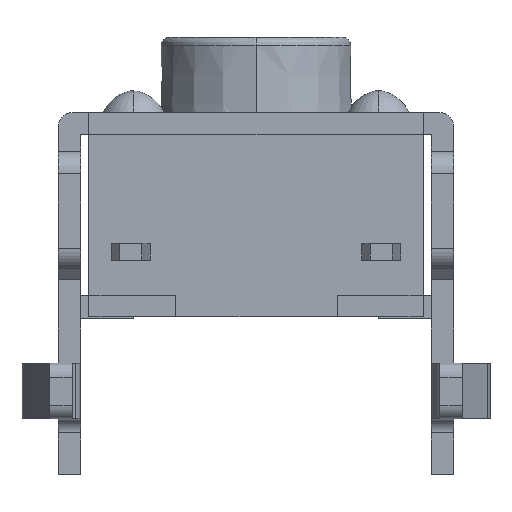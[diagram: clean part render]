
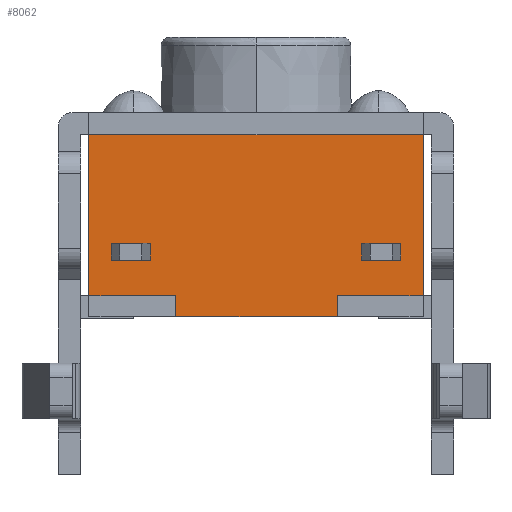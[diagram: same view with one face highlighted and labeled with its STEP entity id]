
A CAD part, front view. The second image highlights one B-rep face of the part: STEP entity #8062.
In plain terms, the highlighted face is planar.
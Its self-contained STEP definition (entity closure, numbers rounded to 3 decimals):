
#3 = EDGE_CURVE ( 'NONE', #352, #3514, #3066, .T. ) ;
#92 = LINE ( 'NONE', #7518, #5550 ) ;
#213 = ORIENTED_EDGE ( 'NONE', *, *, #5927, .T. ) ;
#327 = VECTOR ( 'NONE', #5113, 1000. ) ;
#352 = VERTEX_POINT ( 'NONE', #609 ) ;
#370 = LINE ( 'NONE', #5966, #5524 ) ;
#415 = ORIENTED_EDGE ( 'NONE', *, *, #3594, .F. ) ;
#416 = VECTOR ( 'NONE', #6549, 1000. ) ;
#457 = VERTEX_POINT ( 'NONE', #6642 ) ;
#609 = CARTESIAN_POINT ( 'NONE',  ( -3., -1.46, -0.38 ) ) ;
#633 = DIRECTION ( 'NONE',  ( 0., 0., 1. ) ) ;
#710 = EDGE_LOOP ( 'NONE', ( #1556, #1794, #4136, #415, #4594, #3500, #8320, #4455 ) ) ;
#756 = EDGE_CURVE ( 'NONE', #1494, #5912, #6980, .T. ) ;
#793 = LINE ( 'NONE', #4308, #3181 ) ;
#839 = CARTESIAN_POINT ( 'NONE',  ( -3., -3.3, 0. ) ) ;
#907 = LINE ( 'NONE', #7317, #4535 ) ;
#997 = VECTOR ( 'NONE', #5183, 1000. ) ;
#1049 = EDGE_CURVE ( 'NONE', #5889, #1494, #370, .T. ) ;
#1288 = CARTESIAN_POINT ( 'NONE',  ( -3., 1.865, 0.64 ) ) ;
#1294 = CARTESIAN_POINT ( 'NONE',  ( -3., 3., 0. ) ) ;
#1296 = CARTESIAN_POINT ( 'NONE',  ( -3., -1.9, 0.64 ) ) ;
#1316 = VECTOR ( 'NONE', #6263, 1000. ) ;
#1494 = VERTEX_POINT ( 'NONE', #1296 ) ;
#1499 = VECTOR ( 'NONE', #3624, 1000. ) ;
#1535 = LINE ( 'NONE', #6483, #327 ) ;
#1556 = ORIENTED_EDGE ( 'NONE', *, *, #5739, .T. ) ;
#1614 = LINE ( 'NONE', #2424, #997 ) ;
#1777 = EDGE_CURVE ( 'NONE', #5889, #7945, #1535, .T. ) ;
#1794 = ORIENTED_EDGE ( 'NONE', *, *, #3138, .F. ) ;
#1827 = ORIENTED_EDGE ( 'NONE', *, *, #8154, .F. ) ;
#1974 = CARTESIAN_POINT ( 'NONE',  ( -3., -3.3, -0.544 ) ) ;
#2035 = ORIENTED_EDGE ( 'NONE', *, *, #6611, .T. ) ;
#2045 = FACE_BOUND ( 'NONE', #6863, .T. ) ;
#2055 = DIRECTION ( 'NONE',  ( 0., 0., 1. ) ) ;
#2220 = DIRECTION ( 'NONE',  ( 0., -1., 0. ) ) ;
#2303 = CARTESIAN_POINT ( 'NONE',  ( -3., -2.6, 0.64 ) ) ;
#2414 = VERTEX_POINT ( 'NONE', #1294 ) ;
#2424 = CARTESIAN_POINT ( 'NONE',  ( -3., 2.6, -0.544 ) ) ;
#2543 = EDGE_CURVE ( 'NONE', #2874, #3288, #6185, .T. ) ;
#2559 = LINE ( 'NONE', #4953, #1499 ) ;
#2650 = EDGE_CURVE ( 'NONE', #7042, #352, #2880, .T. ) ;
#2836 = CARTESIAN_POINT ( 'NONE',  ( -3., -1.46, 0. ) ) ;
#2874 = VERTEX_POINT ( 'NONE', #5250 ) ;
#2880 = LINE ( 'NONE', #4562, #3607 ) ;
#2882 = VECTOR ( 'NONE', #2220, 1000. ) ;
#2924 = DIRECTION ( 'NONE',  ( 0., 1., 0. ) ) ;
#3066 = LINE ( 'NONE', #5584, #1316 ) ;
#3070 = CARTESIAN_POINT ( 'NONE',  ( -3., 2.6, 0.94 ) ) ;
#3138 = EDGE_CURVE ( 'NONE', #457, #5412, #2559, .T. ) ;
#3181 = VECTOR ( 'NONE', #8484, 1000. ) ;
#3288 = VERTEX_POINT ( 'NONE', #7124 ) ;
#3427 = VERTEX_POINT ( 'NONE', #4868 ) ;
#3500 = ORIENTED_EDGE ( 'NONE', *, *, #7215, .T. ) ;
#3514 = VERTEX_POINT ( 'NONE', #2836 ) ;
#3546 = ORIENTED_EDGE ( 'NONE', *, *, #2543, .F. ) ;
#3594 = EDGE_CURVE ( 'NONE', #2414, #3427, #4211, .T. ) ;
#3607 = VECTOR ( 'NONE', #5899, 1000. ) ;
#3624 = DIRECTION ( 'NONE',  ( 0., 0., -1. ) ) ;
#3645 = EDGE_CURVE ( 'NONE', #457, #3427, #92, .T. ) ;
#3978 = VECTOR ( 'NONE', #4025, 1000. ) ;
#4025 = DIRECTION ( 'NONE',  ( 0., 0., -1. ) ) ;
#4136 = ORIENTED_EDGE ( 'NONE', *, *, #3645, .T. ) ;
#4211 = LINE ( 'NONE', #4983, #8035 ) ;
#4308 = CARTESIAN_POINT ( 'NONE',  ( -3., 1.865, 0.94 ) ) ;
#4455 = ORIENTED_EDGE ( 'NONE', *, *, #3, .T. ) ;
#4499 = CARTESIAN_POINT ( 'NONE',  ( -3., -2.635, 0.94 ) ) ;
#4535 = VECTOR ( 'NONE', #2055, 1000. ) ;
#4562 = CARTESIAN_POINT ( 'NONE',  ( -3., -3.3, -0.38 ) ) ;
#4570 = AXIS2_PLACEMENT_3D ( 'NONE', #1974, #4582, #633 ) ;
#4582 = DIRECTION ( 'NONE',  ( -1., 0., 0. ) ) ;
#4594 = ORIENTED_EDGE ( 'NONE', *, *, #5208, .T. ) ;
#4619 = LINE ( 'NONE', #4499, #5233 ) ;
#4737 = EDGE_LOOP ( 'NONE', ( #3546, #213, #4984, #1827 ) ) ;
#4868 = CARTESIAN_POINT ( 'NONE',  ( -3., 3., 2.89 ) ) ;
#4893 = CARTESIAN_POINT ( 'NONE',  ( -3., -3.3, 0. ) ) ;
#4953 = CARTESIAN_POINT ( 'NONE',  ( -3., -3., 3.474 ) ) ;
#4983 = CARTESIAN_POINT ( 'NONE',  ( -3., 3., -0.564 ) ) ;
#4984 = ORIENTED_EDGE ( 'NONE', *, *, #8551, .F. ) ;
#5046 = CARTESIAN_POINT ( 'NONE',  ( -3., 1.9, 0.94 ) ) ;
#5050 = ORIENTED_EDGE ( 'NONE', *, *, #756, .T. ) ;
#5113 = DIRECTION ( 'NONE',  ( 0., 0., 1. ) ) ;
#5157 = FACE_OUTER_BOUND ( 'NONE', #710, .T. ) ;
#5183 = DIRECTION ( 'NONE',  ( 0., 0., 1. ) ) ;
#5208 = EDGE_CURVE ( 'NONE', #2414, #6252, #8169, .T. ) ;
#5233 = VECTOR ( 'NONE', #8501, 1000. ) ;
#5250 = CARTESIAN_POINT ( 'NONE',  ( -3., 2.6, 0.64 ) ) ;
#5367 = FACE_BOUND ( 'NONE', #4737, .T. ) ;
#5412 = VERTEX_POINT ( 'NONE', #7789 ) ;
#5475 = CARTESIAN_POINT ( 'NONE',  ( -3., -1.9, -0.544 ) ) ;
#5524 = VECTOR ( 'NONE', #5885, 1000. ) ;
#5550 = VECTOR ( 'NONE', #2924, 1000. ) ;
#5584 = CARTESIAN_POINT ( 'NONE',  ( -3., -1.46, -0.544 ) ) ;
#5621 = LINE ( 'NONE', #7985, #3978 ) ;
#5682 = DIRECTION ( 'NONE',  ( 0., 0., 1. ) ) ;
#5739 = EDGE_CURVE ( 'NONE', #3514, #5412, #8254, .T. ) ;
#5885 = DIRECTION ( 'NONE',  ( 0., 1., 0. ) ) ;
#5889 = VERTEX_POINT ( 'NONE', #2303 ) ;
#5899 = DIRECTION ( 'NONE',  ( 0., -1., 0. ) ) ;
#5912 = VERTEX_POINT ( 'NONE', #6454 ) ;
#5927 = EDGE_CURVE ( 'NONE', #2874, #6519, #1614, .T. ) ;
#5966 = CARTESIAN_POINT ( 'NONE',  ( -3., -2.635, 0.64 ) ) ;
#6185 = LINE ( 'NONE', #1288, #416 ) ;
#6252 = VERTEX_POINT ( 'NONE', #6932 ) ;
#6263 = DIRECTION ( 'NONE',  ( 0., 0., 1. ) ) ;
#6454 = CARTESIAN_POINT ( 'NONE',  ( -3., -1.9, 0.94 ) ) ;
#6483 = CARTESIAN_POINT ( 'NONE',  ( -3., -2.6, 0.955 ) ) ;
#6519 = VERTEX_POINT ( 'NONE', #3070 ) ;
#6549 = DIRECTION ( 'NONE',  ( 0., -1., 0. ) ) ;
#6611 = EDGE_CURVE ( 'NONE', #5912, #7945, #4619, .T. ) ;
#6642 = CARTESIAN_POINT ( 'NONE',  ( -3., -3., 2.89 ) ) ;
#6793 = VECTOR ( 'NONE', #8218, 1000. ) ;
#6863 = EDGE_LOOP ( 'NONE', ( #7806, #5050, #2035, #6907 ) ) ;
#6907 = ORIENTED_EDGE ( 'NONE', *, *, #1777, .F. ) ;
#6932 = CARTESIAN_POINT ( 'NONE',  ( -3., 1.44, 0. ) ) ;
#6980 = LINE ( 'NONE', #5475, #7926 ) ;
#7042 = VERTEX_POINT ( 'NONE', #8426 ) ;
#7124 = CARTESIAN_POINT ( 'NONE',  ( -3., 1.9, 0.64 ) ) ;
#7215 = EDGE_CURVE ( 'NONE', #6252, #7042, #5621, .T. ) ;
#7264 = PLANE ( 'NONE',  #4570 ) ;
#7317 = CARTESIAN_POINT ( 'NONE',  ( -3., 1.9, 0.955 ) ) ;
#7518 = CARTESIAN_POINT ( 'NONE',  ( -3., -3.3, 2.89 ) ) ;
#7785 = VERTEX_POINT ( 'NONE', #5046 ) ;
#7789 = CARTESIAN_POINT ( 'NONE',  ( -3., -3., 0. ) ) ;
#7806 = ORIENTED_EDGE ( 'NONE', *, *, #1049, .T. ) ;
#7926 = VECTOR ( 'NONE', #8171, 1000. ) ;
#7945 = VERTEX_POINT ( 'NONE', #8376 ) ;
#7985 = CARTESIAN_POINT ( 'NONE',  ( -3., 1.44, -0.544 ) ) ;
#8035 = VECTOR ( 'NONE', #5682, 1000. ) ;
#8062 = ADVANCED_FACE ( 'NONE', ( #2045, #5367, #5157 ), #7264, .T. ) ;
#8154 = EDGE_CURVE ( 'NONE', #3288, #7785, #907, .T. ) ;
#8169 = LINE ( 'NONE', #4893, #2882 ) ;
#8171 = DIRECTION ( 'NONE',  ( 0., 0., 1. ) ) ;
#8218 = DIRECTION ( 'NONE',  ( 0., -1., 0. ) ) ;
#8254 = LINE ( 'NONE', #839, #6793 ) ;
#8320 = ORIENTED_EDGE ( 'NONE', *, *, #2650, .T. ) ;
#8376 = CARTESIAN_POINT ( 'NONE',  ( -3., -2.6, 0.94 ) ) ;
#8426 = CARTESIAN_POINT ( 'NONE',  ( -3., 1.44, -0.38 ) ) ;
#8484 = DIRECTION ( 'NONE',  ( 0., 1., 0. ) ) ;
#8501 = DIRECTION ( 'NONE',  ( 0., -1., 0. ) ) ;
#8551 = EDGE_CURVE ( 'NONE', #7785, #6519, #793, .T. ) ;
